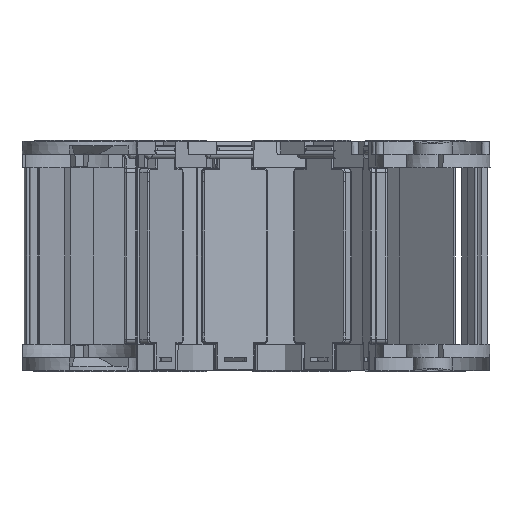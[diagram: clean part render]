
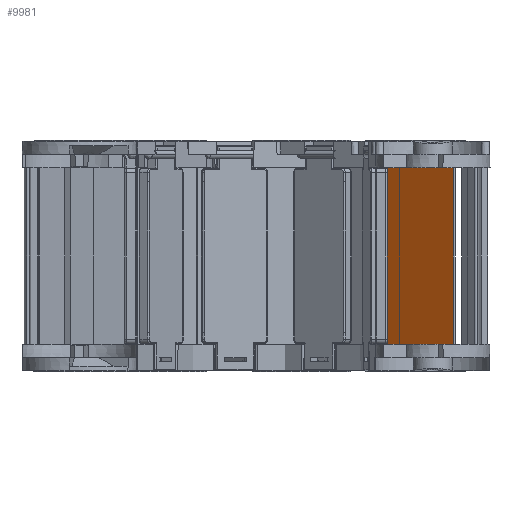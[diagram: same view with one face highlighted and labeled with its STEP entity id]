
A CAD part, left-side view. The second image highlights one B-rep face of the part: STEP entity #9981.
In plain terms, the highlighted face is planar.
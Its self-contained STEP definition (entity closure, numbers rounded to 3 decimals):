
#637 = LINE ( 'NONE', #4091, #10721 ) ;
#813 = ORIENTED_EDGE ( 'NONE', *, *, #9525, .T. ) ;
#1147 = AXIS2_PLACEMENT_3D ( 'NONE', #5741, #1352, #9442 ) ;
#1352 = DIRECTION ( 'NONE',  ( 0., -1., 0. ) ) ;
#1663 = CARTESIAN_POINT ( 'NONE',  ( 37.854, 5.293, -47.679 ) ) ;
#1749 = CARTESIAN_POINT ( 'NONE',  ( 34.232, 5.293, -47.679 ) ) ;
#1866 = VERTEX_POINT ( 'NONE', #3150 ) ;
#2043 = LINE ( 'NONE', #9212, #6504 ) ;
#2316 = PLANE ( 'NONE',  #1147 ) ;
#2414 = ORIENTED_EDGE ( 'NONE', *, *, #5789, .F. ) ;
#2618 = EDGE_CURVE ( 'NONE', #5126, #11454, #4996, .T. ) ;
#2688 = CARTESIAN_POINT ( 'NONE',  ( 11.925, 5.293, -47.679 ) ) ;
#2740 = EDGE_LOOP ( 'NONE', ( #2414, #813, #5178, #9940 ) ) ;
#2902 = DIRECTION ( 'NONE',  ( -1., 0., 0. ) ) ;
#3150 = CARTESIAN_POINT ( 'NONE',  ( 37.854, 5.293, -7.679 ) ) ;
#3266 = EDGE_CURVE ( 'NONE', #7105, #5126, #637, .T. ) ;
#4091 = CARTESIAN_POINT ( 'NONE',  ( 11.925, 5.293, -22.679 ) ) ;
#4996 = LINE ( 'NONE', #1749, #8497 ) ;
#5126 = VERTEX_POINT ( 'NONE', #2688 ) ;
#5178 = ORIENTED_EDGE ( 'NONE', *, *, #3266, .T. ) ;
#5741 = CARTESIAN_POINT ( 'NONE',  ( 34.232, 5.293, -22.679 ) ) ;
#5789 = EDGE_CURVE ( 'NONE', #1866, #11454, #2043, .T. ) ;
#6441 = CARTESIAN_POINT ( 'NONE',  ( 34.232, 5.293, -7.679 ) ) ;
#6504 = VECTOR ( 'NONE', #7750, 1000. ) ;
#6995 = CARTESIAN_POINT ( 'NONE',  ( 11.925, 5.293, -7.679 ) ) ;
#7105 = VERTEX_POINT ( 'NONE', #6995 ) ;
#7750 = DIRECTION ( 'NONE',  ( 0., 0., -1. ) ) ;
#8447 = LINE ( 'NONE', #6441, #8723 ) ;
#8495 = DIRECTION ( 'NONE',  ( 0., 0., -1. ) ) ;
#8497 = VECTOR ( 'NONE', #9865, 1000. ) ;
#8723 = VECTOR ( 'NONE', #2902, 1000. ) ;
#9212 = CARTESIAN_POINT ( 'NONE',  ( 37.854, 5.293, -22.679 ) ) ;
#9442 = DIRECTION ( 'NONE',  ( -1., 0., 0. ) ) ;
#9525 = EDGE_CURVE ( 'NONE', #1866, #7105, #8447, .T. ) ;
#9865 = DIRECTION ( 'NONE',  ( 1., 0., 0. ) ) ;
#9940 = ORIENTED_EDGE ( 'NONE', *, *, #2618, .T. ) ;
#9981 = ADVANCED_FACE ( 'NONE', ( #10626 ), #2316, .T. ) ;
#10626 = FACE_OUTER_BOUND ( 'NONE', #2740, .T. ) ;
#10721 = VECTOR ( 'NONE', #8495, 1000. ) ;
#11454 = VERTEX_POINT ( 'NONE', #1663 ) ;
